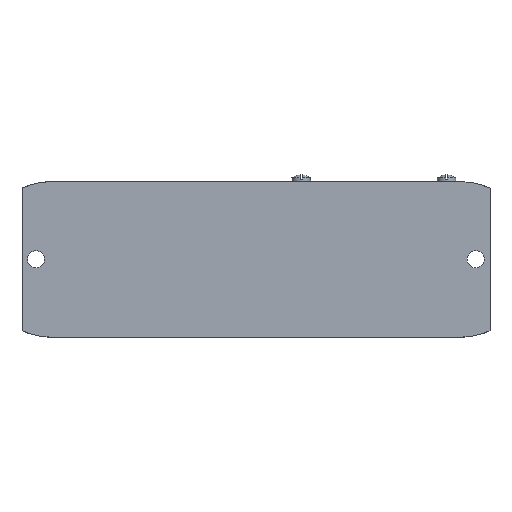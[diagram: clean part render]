
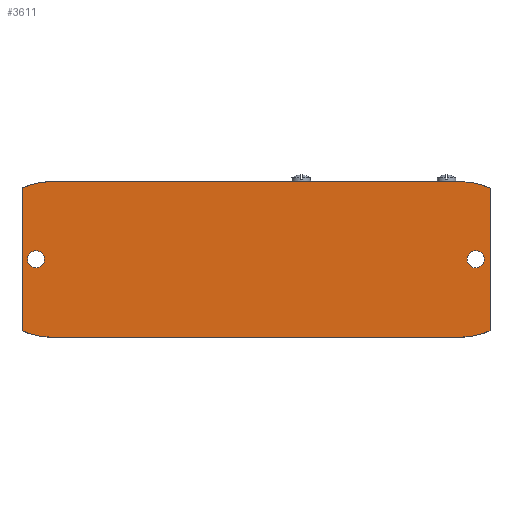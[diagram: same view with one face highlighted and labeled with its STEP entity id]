
A CAD part, front view. The second image highlights one B-rep face of the part: STEP entity #3611.
In plain terms, the highlighted planar face has unit normal (0, -1, 0).
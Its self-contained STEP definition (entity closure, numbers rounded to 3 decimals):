
#98=PLANE('',#3932);
#312=LINE('',#5849,#618);
#348=LINE('',#5940,#654);
#349=LINE('',#5945,#655);
#350=LINE('',#5949,#656);
#618=VECTOR('',#4541,1000.);
#654=VECTOR('',#4619,1000.);
#655=VECTOR('',#4624,1000.);
#656=VECTOR('',#4627,1000.);
#1162=ORIENTED_EDGE('',*,*,#2133,.T.);
#1163=ORIENTED_EDGE('',*,*,#2134,.T.);
#1164=ORIENTED_EDGE('',*,*,#2135,.F.);
#1165=ORIENTED_EDGE('',*,*,#2136,.T.);
#1166=ORIENTED_EDGE('',*,*,#2137,.F.);
#1167=ORIENTED_EDGE('',*,*,#2090,.T.);
#1168=ORIENTED_EDGE('',*,*,#2138,.F.);
#1169=ORIENTED_EDGE('',*,*,#2139,.F.);
#1170=ORIENTED_EDGE('',*,*,#2140,.F.);
#1171=ORIENTED_EDGE('',*,*,#2141,.F.);
#2090=EDGE_CURVE('',#2576,#2575,#312,.T.);
#2133=EDGE_CURVE('',#2606,#2606,#2858,.T.);
#2134=EDGE_CURVE('',#2607,#2607,#2859,.T.);
#2135=EDGE_CURVE('',#2608,#2609,#2860,.T.);
#2136=EDGE_CURVE('',#2608,#2610,#348,.T.);
#2137=EDGE_CURVE('',#2576,#2610,#2861,.T.);
#2138=EDGE_CURVE('',#2611,#2575,#2862,.T.);
#2139=EDGE_CURVE('',#2612,#2611,#349,.T.);
#2140=EDGE_CURVE('',#2613,#2612,#2863,.T.);
#2141=EDGE_CURVE('',#2609,#2613,#350,.T.);
#2575=VERTEX_POINT('',#5848);
#2576=VERTEX_POINT('',#5850);
#2606=VERTEX_POINT('',#5934);
#2607=VERTEX_POINT('',#5936);
#2608=VERTEX_POINT('',#5938);
#2609=VERTEX_POINT('',#5939);
#2610=VERTEX_POINT('',#5941);
#2611=VERTEX_POINT('',#5944);
#2612=VERTEX_POINT('',#5946);
#2613=VERTEX_POINT('',#5948);
#2858=CIRCLE('',#3933,2.75);
#2859=CIRCLE('',#3934,2.75);
#2860=CIRCLE('',#3935,21.);
#2861=CIRCLE('',#3936,21.);
#2862=CIRCLE('',#3937,21.);
#2863=CIRCLE('',#3938,21.);
#3011=EDGE_LOOP('',(#1162));
#3012=EDGE_LOOP('',(#1163));
#3013=EDGE_LOOP('',(#1164,#1165,#1166,#1167,#1168,#1169,#1170,#1171));
#3292=FACE_BOUND('',#3011,.T.);
#3293=FACE_BOUND('',#3012,.T.);
#3294=FACE_BOUND('',#3013,.T.);
#3611=ADVANCED_FACE('',(#3292,#3293,#3294),#98,.T.);
#3932=AXIS2_PLACEMENT_3D('',#5932,#4611,#4612);
#3933=AXIS2_PLACEMENT_3D('',#5933,#4613,#4614);
#3934=AXIS2_PLACEMENT_3D('',#5935,#4615,#4616);
#3935=AXIS2_PLACEMENT_3D('',#5937,#4617,#4618);
#3936=AXIS2_PLACEMENT_3D('',#5942,#4620,#4621);
#3937=AXIS2_PLACEMENT_3D('',#5943,#4622,#4623);
#3938=AXIS2_PLACEMENT_3D('',#5947,#4625,#4626);
#4541=DIRECTION('',(0.,0.,1.));
#4611=DIRECTION('',(0.,-1.,0.));
#4612=DIRECTION('',(0.,0.,-1.));
#4613=DIRECTION('',(0.,1.,0.));
#4614=DIRECTION('',(1.,0.,0.));
#4615=DIRECTION('',(0.,1.,0.));
#4616=DIRECTION('',(1.,0.,0.));
#4617=DIRECTION('',(0.,1.,0.));
#4618=DIRECTION('',(1.,0.,0.));
#4619=DIRECTION('',(1.,0.,0.));
#4620=DIRECTION('',(0.,1.,0.));
#4621=DIRECTION('',(1.,0.,0.));
#4622=DIRECTION('',(0.,1.,0.));
#4623=DIRECTION('',(1.,0.,0.));
#4624=DIRECTION('',(1.,0.,0.));
#4625=DIRECTION('',(0.,1.,0.));
#4626=DIRECTION('',(1.,0.,0.));
#4627=DIRECTION('',(0.,0.,1.));
#5848=CARTESIAN_POINT('',(100.6,0.,-2.074));
#5849=CARTESIAN_POINT('',(100.6,0.,-50.));
#5850=CARTESIAN_POINT('',(100.6,0.,-47.926));
#5932=CARTESIAN_POINT('',(-50.,0.,-50.));
#5933=CARTESIAN_POINT('',(96.,0.,-25.));
#5934=CARTESIAN_POINT('',(98.75,0.,-25.));
#5935=CARTESIAN_POINT('',(-45.5,0.,-25.));
#5936=CARTESIAN_POINT('',(-42.75,0.,-25.));
#5937=CARTESIAN_POINT('',(-40.9,0.,-29.));
#5938=CARTESIAN_POINT('',(-40.9,0.,-50.));
#5939=CARTESIAN_POINT('',(-50.,0.,-47.926));
#5940=CARTESIAN_POINT('',(-50.,0.,-50.));
#5941=CARTESIAN_POINT('',(91.5,0.,-50.));
#5942=CARTESIAN_POINT('',(91.5,0.,-29.));
#5943=CARTESIAN_POINT('',(91.5,0.,-21.));
#5944=CARTESIAN_POINT('',(91.5,0.,0.));
#5945=CARTESIAN_POINT('',(-50.,0.,0.));
#5946=CARTESIAN_POINT('',(-40.9,0.,0.));
#5947=CARTESIAN_POINT('',(-40.9,0.,-21.));
#5948=CARTESIAN_POINT('',(-50.,0.,-2.074));
#5949=CARTESIAN_POINT('',(-50.,0.,-50.));
